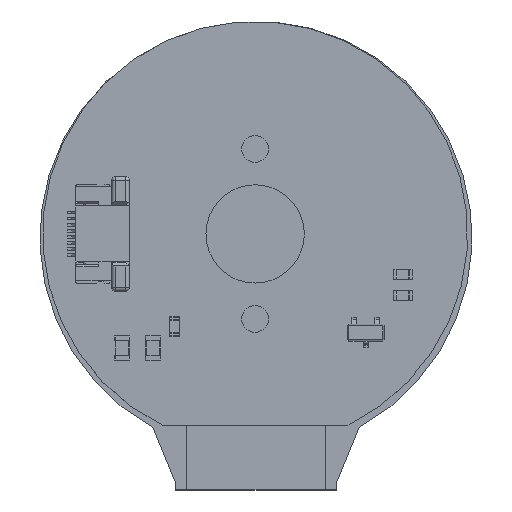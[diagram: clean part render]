
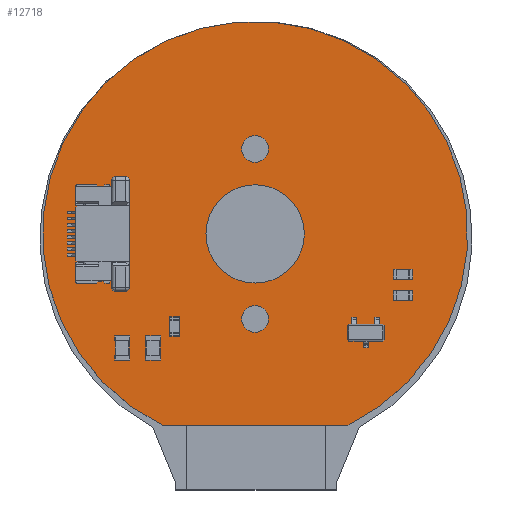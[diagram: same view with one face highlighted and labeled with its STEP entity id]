
A CAD part, top view. The second image highlights one B-rep face of the part: STEP entity #12718.
In plain terms, the highlighted planar face has unit normal (0, 0, 1).
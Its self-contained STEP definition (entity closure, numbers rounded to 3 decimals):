
#12618 = VERTEX_POINT('',#12619);
#12619 = CARTESIAN_POINT('',(-7.646,-16.626,1.6));
#12625 = EDGE_CURVE('',#12618,#12626,#12628,.T.);
#12626 = VERTEX_POINT('',#12627);
#12627 = CARTESIAN_POINT('',(7.645,-16.627,1.6));
#12628 = CIRCLE('',#12629,17.505);
#12629 = AXIS2_PLACEMENT_3D('',#12630,#12631,#12632);
#12630 = CARTESIAN_POINT('',(0.,-0.879,1.6));
#12631 = DIRECTION('',(0.,0.,-1.));
#12632 = DIRECTION('',(-0.437,-0.9,-0.));
#12658 = EDGE_CURVE('',#12626,#12618,#12659,.T.);
#12659 = LINE('',#12660,#12661);
#12660 = CARTESIAN_POINT('',(7.645,-16.627,1.6));
#12661 = VECTOR('',#12662,1.);
#12662 = DIRECTION('',(-1.,0.,0.));
#12718 = ADVANCED_FACE('',(#12719,#12723,#12734,#12745),#12756,.F.);
#12719 = FACE_BOUND('',#12720,.F.);
#12720 = EDGE_LOOP('',(#12721,#12722));
#12721 = ORIENTED_EDGE('',*,*,#12625,.T.);
#12722 = ORIENTED_EDGE('',*,*,#12658,.T.);
#12723 = FACE_BOUND('',#12724,.F.);
#12724 = EDGE_LOOP('',(#12725));
#12725 = ORIENTED_EDGE('',*,*,#12726,.F.);
#12726 = EDGE_CURVE('',#12727,#12727,#12729,.T.);
#12727 = VERTEX_POINT('',#12728);
#12728 = CARTESIAN_POINT('',(0.,-8.979,1.6));
#12729 = CIRCLE('',#12730,1.1);
#12730 = AXIS2_PLACEMENT_3D('',#12731,#12732,#12733);
#12731 = CARTESIAN_POINT('',(0.,-7.879,1.6));
#12732 = DIRECTION('',(-0.,0.,-1.));
#12733 = DIRECTION('',(-0.,-1.,0.));
#12734 = FACE_BOUND('',#12735,.F.);
#12735 = EDGE_LOOP('',(#12736));
#12736 = ORIENTED_EDGE('',*,*,#12737,.T.);
#12737 = EDGE_CURVE('',#12738,#12738,#12740,.T.);
#12738 = VERTEX_POINT('',#12739);
#12739 = CARTESIAN_POINT('',(4.05,-0.879,1.6));
#12740 = CIRCLE('',#12741,4.05);
#12741 = AXIS2_PLACEMENT_3D('',#12742,#12743,#12744);
#12742 = CARTESIAN_POINT('',(0.,-0.879,1.6));
#12743 = DIRECTION('',(0.,0.,1.));
#12744 = DIRECTION('',(1.,0.,-0.));
#12745 = FACE_BOUND('',#12746,.F.);
#12746 = EDGE_LOOP('',(#12747));
#12747 = ORIENTED_EDGE('',*,*,#12748,.F.);
#12748 = EDGE_CURVE('',#12749,#12749,#12751,.T.);
#12749 = VERTEX_POINT('',#12750);
#12750 = CARTESIAN_POINT('',(0.,5.021,1.6));
#12751 = CIRCLE('',#12752,1.1);
#12752 = AXIS2_PLACEMENT_3D('',#12753,#12754,#12755);
#12753 = CARTESIAN_POINT('',(0.,6.121,1.6));
#12754 = DIRECTION('',(-0.,0.,-1.));
#12755 = DIRECTION('',(-0.,-1.,0.));
#12756 = PLANE('',#12757);
#12757 = AXIS2_PLACEMENT_3D('',#12758,#12759,#12760);
#12758 = CARTESIAN_POINT('',(0.,-1.636,1.6));
#12759 = DIRECTION('',(-0.,-0.,-1.));
#12760 = DIRECTION('',(-1.,0.,0.));
